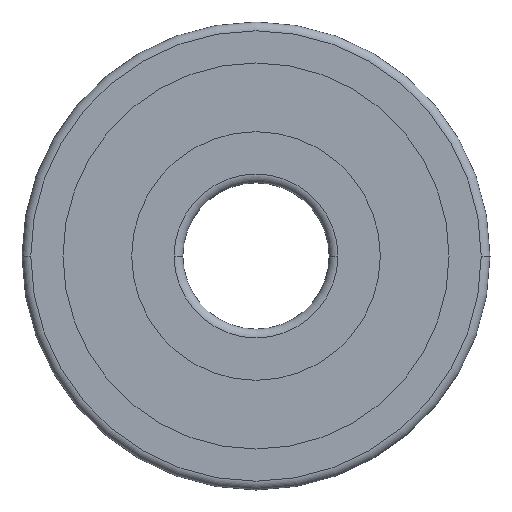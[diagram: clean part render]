
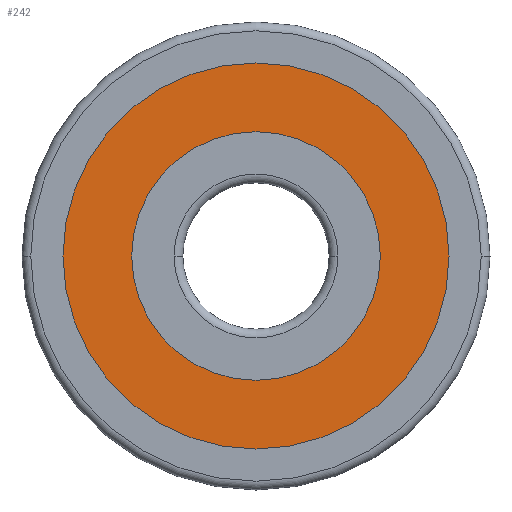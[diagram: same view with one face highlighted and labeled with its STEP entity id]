
A CAD part, left-side view. The second image highlights one B-rep face of the part: STEP entity #242.
In plain terms, the highlighted planar face has unit normal (-1, 0, 0).
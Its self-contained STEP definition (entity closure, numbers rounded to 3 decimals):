
#242=ADVANCED_FACE('',(#497,#498),#499,.T.);
#497=FACE_OUTER_BOUND('',#768,.T.);
#498=FACE_BOUND('',#769,.T.);
#499=PLANE('',#770);
#768=EDGE_LOOP('',(#1369,#1370));
#769=EDGE_LOOP('',(#1371,#1372));
#770=AXIS2_PLACEMENT_3D('',#1373,#1374,#1375);
#1369=ORIENTED_EDGE('',*,*,#1639,.F.);
#1370=ORIENTED_EDGE('',*,*,#1644,.F.);
#1371=ORIENTED_EDGE('',*,*,#1648,.T.);
#1372=ORIENTED_EDGE('',*,*,#1634,.T.);
#1373=CARTESIAN_POINT('',(0.1,0.,5.425));
#1374=DIRECTION('',(-1.0,-0.0,0.0));
#1375=DIRECTION('',(0.0,0.0,1.0));
#1634=EDGE_CURVE('',#1980,#1977,#1981,.T.);
#1639=EDGE_CURVE('',#1986,#1989,#1990,.T.);
#1644=EDGE_CURVE('',#1989,#1986,#1996,.T.);
#1648=EDGE_CURVE('',#1977,#1980,#2000,.T.);
#1977=VERTEX_POINT('',#2777);
#1980=VERTEX_POINT('',#2781);
#1981=CIRCLE('',#2782,4.25);
#1986=VERTEX_POINT('',#2788);
#1989=VERTEX_POINT('',#2792);
#1990=CIRCLE('',#2793,6.6);
#1996=CIRCLE('',#2800,6.6);
#2000=CIRCLE('',#2804,4.25);
#2777=CARTESIAN_POINT('',(0.1,0.,4.25));
#2781=CARTESIAN_POINT('',(0.1,0.,-4.25));
#2782=AXIS2_PLACEMENT_3D('',#3145,#3146,#3147);
#2788=CARTESIAN_POINT('',(0.1,0.,6.6));
#2792=CARTESIAN_POINT('',(0.1,0.,-6.6));
#2793=AXIS2_PLACEMENT_3D('',#3153,#3154,#3155);
#2800=AXIS2_PLACEMENT_3D('',#3163,#3164,#3165);
#2804=AXIS2_PLACEMENT_3D('',#3169,#3170,#3171);
#3145=CARTESIAN_POINT('',(0.1,0.0,0.0));
#3146=DIRECTION('',(1.0,0.0,-0.0));
#3147=DIRECTION('',(0.0,0.,1.0));
#3153=CARTESIAN_POINT('',(0.1,0.0,0.0));
#3154=DIRECTION('',(1.0,0.0,-0.0));
#3155=DIRECTION('',(0.0,0.,1.0));
#3163=CARTESIAN_POINT('',(0.1,0.0,0.0));
#3164=DIRECTION('',(1.0,0.0,-0.0));
#3165=DIRECTION('',(0.0,0.,1.0));
#3169=CARTESIAN_POINT('',(0.1,0.0,0.0));
#3170=DIRECTION('',(1.0,0.0,-0.0));
#3171=DIRECTION('',(0.0,0.,1.0));
